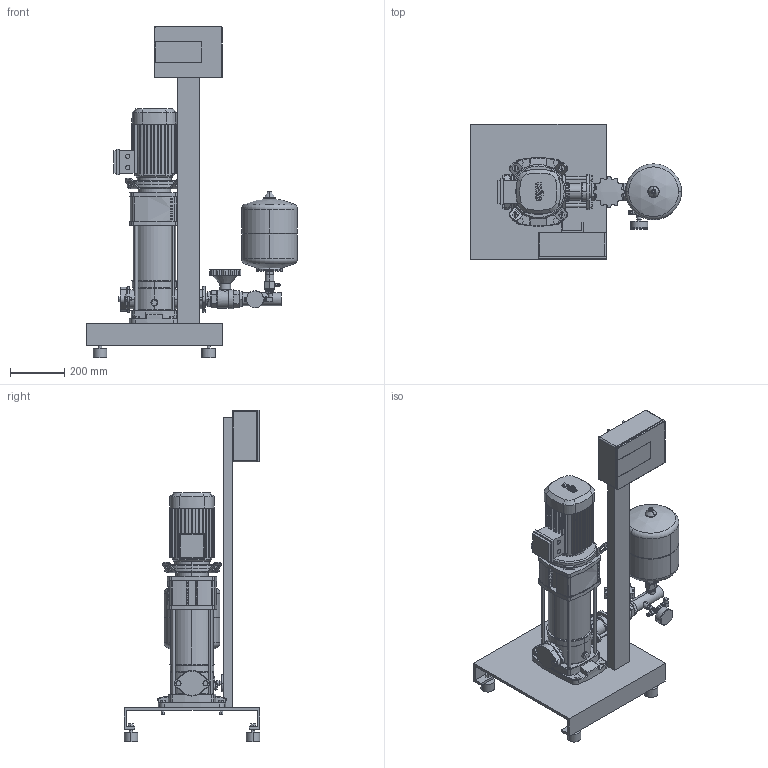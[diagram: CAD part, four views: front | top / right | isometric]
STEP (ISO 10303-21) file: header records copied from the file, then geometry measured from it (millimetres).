
FILE_DESCRIPTION((''),'2;1');
FILE_NAME('3d_CO-1HelixV1603_CE+-2532187.stp','2016-01-25T12:50:17',(''),(''),'Mechanical Desktop 2009','Mechanical Desktop 2009',', , ');
FILE_SCHEMA(('CONFIG_CONTROL_DESIGN'));
Length unit declared in the file: millimetre
Products named in the file (1): Product
Bounding box: 777 x 500 x 1220 mm (x, y, z)
Volume: 35765877.4 mm3; surface area: 3085175.9 mm2
Topology: 52 solids, 52 shells, 1606 faces, 4021 edges, 2604 vertices
Faces by surface type: plane 617, cylinder 452, bspline 350, cone 108, torus 72, sphere 7
Entity records: 53973 total; most frequent: CARTESIAN_POINT 15529, ORIENTED_EDGE 8038, DIRECTION 7844, EDGE_CURVE 4019, AXIS2_PLACEMENT_3D 2812, VERTEX_POINT 2603, VECTOR 2220, LINE 2220
